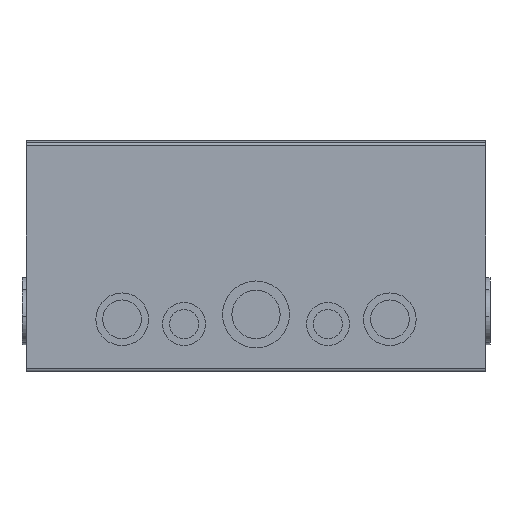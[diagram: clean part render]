
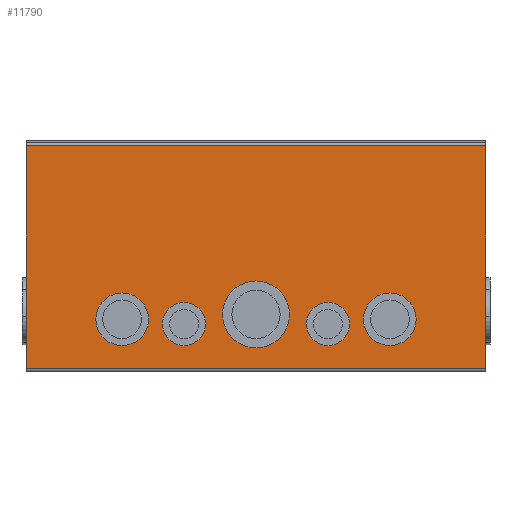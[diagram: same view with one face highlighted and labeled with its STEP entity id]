
A CAD part, left-side view. The second image highlights one B-rep face of the part: STEP entity #11790.
In plain terms, the highlighted planar face has unit normal (-1, 0, 0).
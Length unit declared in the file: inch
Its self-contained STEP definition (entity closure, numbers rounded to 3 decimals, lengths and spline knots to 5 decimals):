
#7 = DIRECTION ( 'NONE',  ( 0., 0., -1. ) ) ;
#144 = CARTESIAN_POINT ( 'NONE',  ( -6., 3.5, 1.375 ) ) ;
#205 = EDGE_CURVE ( 'NONE', #3567, #6264, #8055, .T. ) ;
#210 = ORIENTED_EDGE ( 'NONE', *, *, #4063, .F. ) ;
#224 = CIRCLE ( 'NONE', #7524, 0.6875 ) ;
#399 = CIRCLE ( 'NONE', #3109, 0.5625 ) ;
#544 = VERTEX_POINT ( 'NONE', #2289 ) ;
#601 = FACE_OUTER_BOUND ( 'NONE', #6251, .T. ) ;
#773 = DIRECTION ( 'NONE',  ( 0., 0., 1. ) ) ;
#791 = VERTEX_POINT ( 'NONE', #1776 ) ;
#833 = VECTOR ( 'NONE', #9810, 39.37008 ) ;
#1139 = ORIENTED_EDGE ( 'NONE', *, *, #9890, .F. ) ;
#1393 = CARTESIAN_POINT ( 'NONE',  ( -6., 6., 0.086 ) ) ;
#1405 = DIRECTION ( 'NONE',  ( -1., 0., 0. ) ) ;
#1519 = AXIS2_PLACEMENT_3D ( 'NONE', #1827, #11870, #4952 ) ;
#1530 = VERTEX_POINT ( 'NONE', #7582 ) ;
#1639 = VERTEX_POINT ( 'NONE', #12011 ) ;
#1699 = CIRCLE ( 'NONE', #5664, 0.5625 ) ;
#1720 = FACE_BOUND ( 'NONE', #4600, .T. ) ;
#1776 = CARTESIAN_POINT ( 'NONE',  ( -6., 3.5, 2.0625 ) ) ;
#1827 = CARTESIAN_POINT ( 'NONE',  ( -6., -3.5, 1.375 ) ) ;
#1864 = CARTESIAN_POINT ( 'NONE',  ( -6., 0., 1.5 ) ) ;
#2008 = DIRECTION ( 'NONE',  ( 0., 0., -1. ) ) ;
#2259 = CARTESIAN_POINT ( 'NONE',  ( -6., -3.5, 1.375 ) ) ;
#2279 = CARTESIAN_POINT ( 'NONE',  ( -6., 0., 0.625 ) ) ;
#2285 = EDGE_CURVE ( 'NONE', #10229, #4945, #10419, .T. ) ;
#2289 = CARTESIAN_POINT ( 'NONE',  ( -6., -6., 0.086 ) ) ;
#2330 = DIRECTION ( 'NONE',  ( -1., 0., 0. ) ) ;
#2359 = LINE ( 'NONE', #12722, #6958 ) ;
#2734 = CARTESIAN_POINT ( 'NONE',  ( -6., -6., 0.057 ) ) ;
#2741 = CARTESIAN_POINT ( 'NONE',  ( -6., 3.5, 0.6875 ) ) ;
#2797 = DIRECTION ( 'NONE',  ( -1., 0., 0. ) ) ;
#2824 = EDGE_CURVE ( 'NONE', #8760, #3221, #399, .T. ) ;
#2826 = CARTESIAN_POINT ( 'NONE',  ( -6., -1.88, 1.25 ) ) ;
#2837 = LINE ( 'NONE', #3079, #833 ) ;
#2843 = DIRECTION ( 'NONE',  ( 0., 0., -1. ) ) ;
#2964 = DIRECTION ( 'NONE',  ( 0., 0., -1. ) ) ;
#3079 = CARTESIAN_POINT ( 'NONE',  ( -6., 6., 0.057 ) ) ;
#3085 = EDGE_CURVE ( 'NONE', #791, #5059, #6662, .T. ) ;
#3109 = AXIS2_PLACEMENT_3D ( 'NONE', #5184, #1405, #5382 ) ;
#3122 = EDGE_CURVE ( 'NONE', #3567, #4507, #2837, .T. ) ;
#3221 = VERTEX_POINT ( 'NONE', #5302 ) ;
#3231 = ORIENTED_EDGE ( 'NONE', *, *, #3122, .T. ) ;
#3237 = ORIENTED_EDGE ( 'NONE', *, *, #2824, .F. ) ;
#3346 = DIRECTION ( 'NONE',  ( -1., 0., 0. ) ) ;
#3567 = VERTEX_POINT ( 'NONE', #6924 ) ;
#4050 = CIRCLE ( 'NONE', #5728, 0.5625 ) ;
#4063 = EDGE_CURVE ( 'NONE', #3221, #8760, #1699, .T. ) ;
#4112 = EDGE_CURVE ( 'NONE', #1639, #7636, #8979, .T. ) ;
#4392 = EDGE_CURVE ( 'NONE', #5059, #791, #224, .T. ) ;
#4507 = VERTEX_POINT ( 'NONE', #1393 ) ;
#4571 = CARTESIAN_POINT ( 'NONE',  ( -6., -6., 5.914 ) ) ;
#4587 = FACE_BOUND ( 'NONE', #6810, .T. ) ;
#4600 = EDGE_LOOP ( 'NONE', ( #8949, #10052 ) ) ;
#4895 = AXIS2_PLACEMENT_3D ( 'NONE', #11825, #10712, #12545 ) ;
#4945 = VERTEX_POINT ( 'NONE', #2279 ) ;
#4952 = DIRECTION ( 'NONE',  ( 0., 0., -1. ) ) ;
#4978 = DIRECTION ( 'NONE',  ( -1., 0., 0. ) ) ;
#5027 = CARTESIAN_POINT ( 'NONE',  ( -6., 0., 1.5 ) ) ;
#5059 = VERTEX_POINT ( 'NONE', #2741 ) ;
#5133 = CARTESIAN_POINT ( 'NONE',  ( -6., 1.88, 1.25 ) ) ;
#5156 = ORIENTED_EDGE ( 'NONE', *, *, #4112, .F. ) ;
#5181 = EDGE_CURVE ( 'NONE', #7636, #1639, #8380, .T. ) ;
#5184 = CARTESIAN_POINT ( 'NONE',  ( -6., 1.88, 1.25 ) ) ;
#5302 = CARTESIAN_POINT ( 'NONE',  ( -6., 1.88, 1.8125 ) ) ;
#5382 = DIRECTION ( 'NONE',  ( 0., 0., -1. ) ) ;
#5636 = ORIENTED_EDGE ( 'NONE', *, *, #4392, .F. ) ;
#5656 = AXIS2_PLACEMENT_3D ( 'NONE', #2259, #12241, #11267 ) ;
#5664 = AXIS2_PLACEMENT_3D ( 'NONE', #5133, #2330, #7092 ) ;
#5728 = AXIS2_PLACEMENT_3D ( 'NONE', #2826, #7837, #6801 ) ;
#5846 = DIRECTION ( 'NONE',  ( -1., 0., 0. ) ) ;
#6091 = VERTEX_POINT ( 'NONE', #9213 ) ;
#6099 = CARTESIAN_POINT ( 'NONE',  ( -6., -6., 5.914 ) ) ;
#6171 = ORIENTED_EDGE ( 'NONE', *, *, #5181, .F. ) ;
#6251 = EDGE_LOOP ( 'NONE', ( #8858, #3231, #1139, #11204 ) ) ;
#6264 = VERTEX_POINT ( 'NONE', #4571 ) ;
#6609 = EDGE_LOOP ( 'NONE', ( #7483, #12828 ) ) ;
#6662 = CIRCLE ( 'NONE', #8749, 0.6875 ) ;
#6801 = DIRECTION ( 'NONE',  ( 0., 0., -1. ) ) ;
#6810 = EDGE_LOOP ( 'NONE', ( #5636, #9885 ) ) ;
#6847 = EDGE_LOOP ( 'NONE', ( #3237, #210 ) ) ;
#6924 = CARTESIAN_POINT ( 'NONE',  ( -6., 6., 5.914 ) ) ;
#6958 = VECTOR ( 'NONE', #10691, 39.37008 ) ;
#7092 = DIRECTION ( 'NONE',  ( 0., 0., -1. ) ) ;
#7274 = DIRECTION ( 'NONE',  ( 0., -1., 0. ) ) ;
#7399 = EDGE_CURVE ( 'NONE', #544, #6264, #12520, .T. ) ;
#7426 = AXIS2_PLACEMENT_3D ( 'NONE', #12906, #2797, #2008 ) ;
#7457 = EDGE_LOOP ( 'NONE', ( #5156, #6171 ) ) ;
#7483 = ORIENTED_EDGE ( 'NONE', *, *, #8360, .F. ) ;
#7524 = AXIS2_PLACEMENT_3D ( 'NONE', #144, #3346, #9278 ) ;
#7582 = CARTESIAN_POINT ( 'NONE',  ( -6., -1.88, 0.6875 ) ) ;
#7602 = EDGE_CURVE ( 'NONE', #6091, #1530, #11813, .T. ) ;
#7636 = VERTEX_POINT ( 'NONE', #9174 ) ;
#7837 = DIRECTION ( 'NONE',  ( -1., 0., 0. ) ) ;
#8055 = LINE ( 'NONE', #6099, #9868 ) ;
#8360 = EDGE_CURVE ( 'NONE', #4945, #10229, #11832, .T. ) ;
#8380 = CIRCLE ( 'NONE', #1519, 0.6875 ) ;
#8724 = CARTESIAN_POINT ( 'NONE',  ( -6., 0., 2.375 ) ) ;
#8749 = AXIS2_PLACEMENT_3D ( 'NONE', #10979, #4978, #2964 ) ;
#8760 = VERTEX_POINT ( 'NONE', #12048 ) ;
#8858 = ORIENTED_EDGE ( 'NONE', *, *, #205, .F. ) ;
#8949 = ORIENTED_EDGE ( 'NONE', *, *, #11820, .F. ) ;
#8979 = CIRCLE ( 'NONE', #5656, 0.6875 ) ;
#9174 = CARTESIAN_POINT ( 'NONE',  ( -6., -3.5, 2.0625 ) ) ;
#9213 = CARTESIAN_POINT ( 'NONE',  ( -6., -1.88, 1.8125 ) ) ;
#9278 = DIRECTION ( 'NONE',  ( 0., 0., -1. ) ) ;
#9670 = PLANE ( 'NONE',  #4895 ) ;
#9810 = DIRECTION ( 'NONE',  ( 0., 0., -1. ) ) ;
#9868 = VECTOR ( 'NONE', #7274, 39.37008 ) ;
#9885 = ORIENTED_EDGE ( 'NONE', *, *, #3085, .F. ) ;
#9890 = EDGE_CURVE ( 'NONE', #544, #4507, #2359, .T. ) ;
#10052 = ORIENTED_EDGE ( 'NONE', *, *, #7602, .F. ) ;
#10229 = VERTEX_POINT ( 'NONE', #8724 ) ;
#10419 = CIRCLE ( 'NONE', #11884, 0.875 ) ;
#10647 = FACE_BOUND ( 'NONE', #6609, .T. ) ;
#10691 = DIRECTION ( 'NONE',  ( 0., 1., 0. ) ) ;
#10712 = DIRECTION ( 'NONE',  ( 1., 0., 0. ) ) ;
#10764 = VECTOR ( 'NONE', #773, 39.37008 ) ;
#10979 = CARTESIAN_POINT ( 'NONE',  ( -6., 3.5, 1.375 ) ) ;
#11204 = ORIENTED_EDGE ( 'NONE', *, *, #7399, .T. ) ;
#11267 = DIRECTION ( 'NONE',  ( 0., 0., -1. ) ) ;
#11790 = ADVANCED_FACE ( 'NONE', ( #601, #10647, #1720, #12804, #4587, #12615 ), #9670, .F. ) ;
#11813 = CIRCLE ( 'NONE', #7426, 0.5625 ) ;
#11819 = DIRECTION ( 'NONE',  ( -1., 0., 0. ) ) ;
#11820 = EDGE_CURVE ( 'NONE', #1530, #6091, #4050, .T. ) ;
#11825 = CARTESIAN_POINT ( 'NONE',  ( -6., -6., 0.047 ) ) ;
#11832 = CIRCLE ( 'NONE', #12028, 0.875 ) ;
#11870 = DIRECTION ( 'NONE',  ( -1., 0., 0. ) ) ;
#11884 = AXIS2_PLACEMENT_3D ( 'NONE', #1864, #5846, #2843 ) ;
#12011 = CARTESIAN_POINT ( 'NONE',  ( -6., -3.5, 0.6875 ) ) ;
#12028 = AXIS2_PLACEMENT_3D ( 'NONE', #5027, #11819, #7 ) ;
#12048 = CARTESIAN_POINT ( 'NONE',  ( -6., 1.88, 0.6875 ) ) ;
#12241 = DIRECTION ( 'NONE',  ( -1., 0., 0. ) ) ;
#12520 = LINE ( 'NONE', #2734, #10764 ) ;
#12545 = DIRECTION ( 'NONE',  ( 0., 0., -1. ) ) ;
#12615 = FACE_BOUND ( 'NONE', #6847, .T. ) ;
#12722 = CARTESIAN_POINT ( 'NONE',  ( -6., -6., 0.086 ) ) ;
#12804 = FACE_BOUND ( 'NONE', #7457, .T. ) ;
#12828 = ORIENTED_EDGE ( 'NONE', *, *, #2285, .F. ) ;
#12906 = CARTESIAN_POINT ( 'NONE',  ( -6., -1.88, 1.25 ) ) ;
